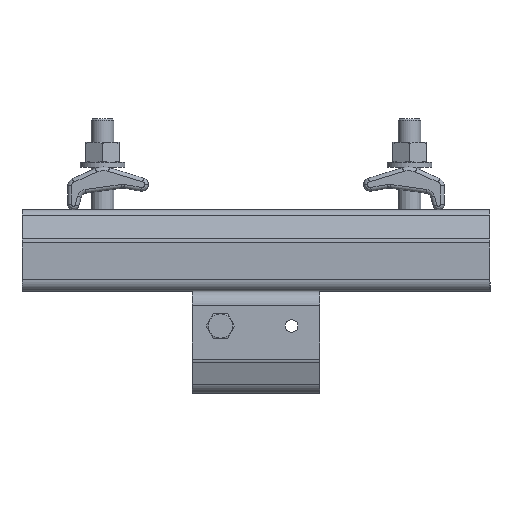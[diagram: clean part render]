
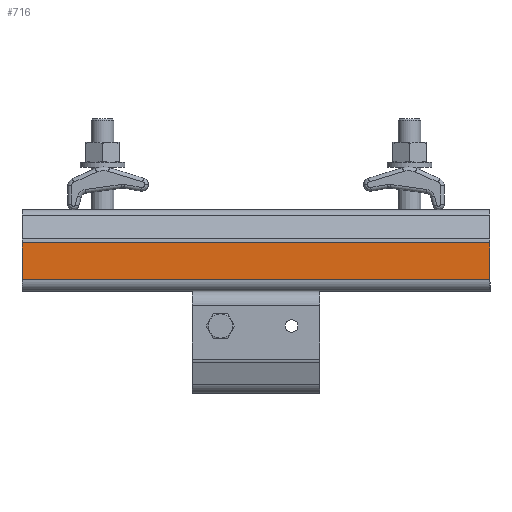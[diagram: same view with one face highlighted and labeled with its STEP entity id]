
A CAD part, front view. The second image highlights one B-rep face of the part: STEP entity #716.
In plain terms, the highlighted face is planar.
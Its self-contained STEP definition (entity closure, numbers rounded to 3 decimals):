
#716=ADVANCED_FACE('',(#1473),#1474,.T.);
#1473=FACE_OUTER_BOUND('',#2509,.T.);
#1474=PLANE('',#2510);
#2509=EDGE_LOOP('',(#3891,#3892,#3893,#3894));
#2510=AXIS2_PLACEMENT_3D('',#3895,#3896,#3897);
#3891=ORIENTED_EDGE('',*,*,#6349,.T.);
#3892=ORIENTED_EDGE('',*,*,#6350,.F.);
#3893=ORIENTED_EDGE('',*,*,#6351,.T.);
#3894=ORIENTED_EDGE('',*,*,#6352,.T.);
#3895=CARTESIAN_POINT('',(111.126,2595.896,166.315));
#3896=DIRECTION('',(0.,0.,-1.));
#3897=DIRECTION('',(0.,-1.,0.));
#6349=EDGE_CURVE('',#7456,#7457,#7458,.T.);
#6350=EDGE_CURVE('',#7459,#7457,#7460,.T.);
#6351=EDGE_CURVE('',#7459,#7461,#7462,.T.);
#6352=EDGE_CURVE('',#7461,#7456,#7463,.T.);
#7456=VERTEX_POINT('',#9116);
#7457=VERTEX_POINT('',#9117);
#7458=LINE('',#9118,#9119);
#7459=VERTEX_POINT('',#9120);
#7460=LINE('',#9121,#9122);
#7461=VERTEX_POINT('',#9123);
#7462=LINE('',#9124,#9125);
#7463=LINE('',#9126,#9127);
#9116=CARTESIAN_POINT('',(-138.874,2586.048,166.315));
#9117=CARTESIAN_POINT('',(-138.874,2605.744,166.315));
#9118=CARTESIAN_POINT('',(-138.874,2605.744,166.315));
#9119=VECTOR('',#11142,1.);
#9120=CARTESIAN_POINT('',(111.126,2605.744,166.315));
#9121=CARTESIAN_POINT('',(111.126,2605.744,166.315));
#9122=VECTOR('',#11143,1.);
#9123=CARTESIAN_POINT('',(111.126,2586.048,166.315));
#9124=CARTESIAN_POINT('',(111.126,2605.744,166.315));
#9125=VECTOR('',#11144,1.);
#9126=CARTESIAN_POINT('',(111.126,2586.048,166.315));
#9127=VECTOR('',#11145,1.);
#11142=DIRECTION('',(0.,1.,0.));
#11143=DIRECTION('',(-1.,0.,0.));
#11144=DIRECTION('',(0.,-1.,0.));
#11145=DIRECTION('',(-1.,0.,0.));
